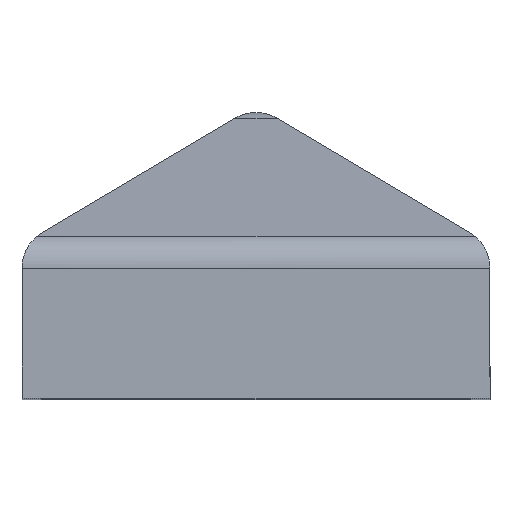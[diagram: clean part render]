
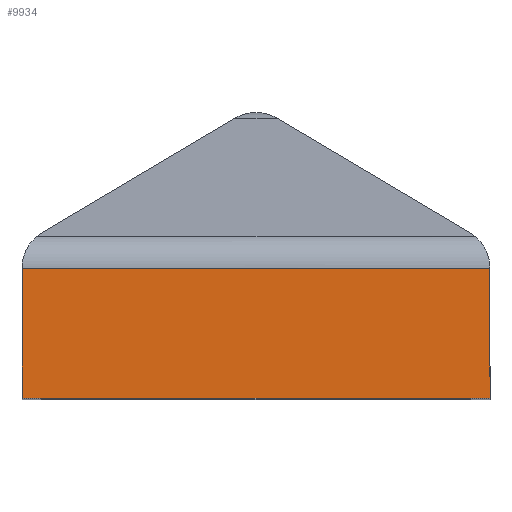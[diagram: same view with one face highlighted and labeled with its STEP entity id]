
A CAD part, top view. The second image highlights one B-rep face of the part: STEP entity #9934.
In plain terms, the highlighted planar face has unit normal (0, 0, 1).
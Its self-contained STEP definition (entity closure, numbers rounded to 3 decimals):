
#267 = AXIS2_PLACEMENT_3D ( 'NONE', #16318, #17712, #1353 ) ;
#784 = VERTEX_POINT ( 'NONE', #11988 ) ;
#1353 = DIRECTION ( 'NONE',  ( 1., 0., 0. ) ) ;
#1523 = EDGE_LOOP ( 'NONE', ( #9847, #5718, #5320, #9796 ) ) ;
#1806 = EDGE_CURVE ( 'NONE', #784, #6369, #12570, .T. ) ;
#4168 = CARTESIAN_POINT ( 'NONE',  ( 16.75, 9.296, 26.75 ) ) ;
#4426 = LINE ( 'NONE', #17394, #7024 ) ;
#4584 = LINE ( 'NONE', #14554, #5689 ) ;
#5320 = ORIENTED_EDGE ( 'NONE', *, *, #11354, .T. ) ;
#5689 = VECTOR ( 'NONE', #16393, 1000. ) ;
#5718 = ORIENTED_EDGE ( 'NONE', *, *, #8826, .T. ) ;
#5827 = CARTESIAN_POINT ( 'NONE',  ( 16.75, 0., 26.75 ) ) ;
#6369 = VERTEX_POINT ( 'NONE', #4168 ) ;
#7024 = VECTOR ( 'NONE', #14642, 1000. ) ;
#7279 = CARTESIAN_POINT ( 'NONE',  ( -26.75, 9.296, 26.75 ) ) ;
#8526 = CARTESIAN_POINT ( 'NONE',  ( -16.75, 0., 26.75 ) ) ;
#8826 = EDGE_CURVE ( 'NONE', #784, #12306, #4426, .T. ) ;
#9796 = ORIENTED_EDGE ( 'NONE', *, *, #10487, .T. ) ;
#9847 = ORIENTED_EDGE ( 'NONE', *, *, #1806, .F. ) ;
#9934 = ADVANCED_FACE ( 'NONE', ( #11879 ), #12142, .T. ) ;
#10487 = EDGE_CURVE ( 'NONE', #12682, #6369, #4584, .T. ) ;
#11354 = EDGE_CURVE ( 'NONE', #12306, #12682, #13161, .T. ) ;
#11879 = FACE_OUTER_BOUND ( 'NONE', #1523, .T. ) ;
#11988 = CARTESIAN_POINT ( 'NONE',  ( -16.75, 9.296, 26.75 ) ) ;
#12142 = PLANE ( 'NONE',  #267 ) ;
#12306 = VERTEX_POINT ( 'NONE', #8526 ) ;
#12570 = LINE ( 'NONE', #7279, #15326 ) ;
#12682 = VERTEX_POINT ( 'NONE', #5827 ) ;
#12722 = DIRECTION ( 'NONE',  ( 1., 0., 0. ) ) ;
#13161 = LINE ( 'NONE', #14919, #15707 ) ;
#14554 = CARTESIAN_POINT ( 'NONE',  ( 16.75, 9.296, 26.75 ) ) ;
#14642 = DIRECTION ( 'NONE',  ( 0., -1., 0. ) ) ;
#14919 = CARTESIAN_POINT ( 'NONE',  ( -16.75, 0., 26.75 ) ) ;
#15326 = VECTOR ( 'NONE', #12722, 1000. ) ;
#15707 = VECTOR ( 'NONE', #17554, 1000. ) ;
#16318 = CARTESIAN_POINT ( 'NONE',  ( -13.75, 9.296, 26.75 ) ) ;
#16393 = DIRECTION ( 'NONE',  ( 0., 1., 0. ) ) ;
#17394 = CARTESIAN_POINT ( 'NONE',  ( -16.75, 0., 26.75 ) ) ;
#17554 = DIRECTION ( 'NONE',  ( 1., 0., 0. ) ) ;
#17712 = DIRECTION ( 'NONE',  ( 0., 0., 1. ) ) ;
